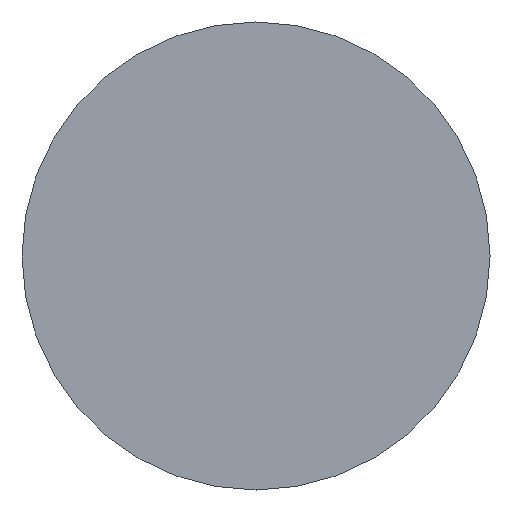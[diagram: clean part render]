
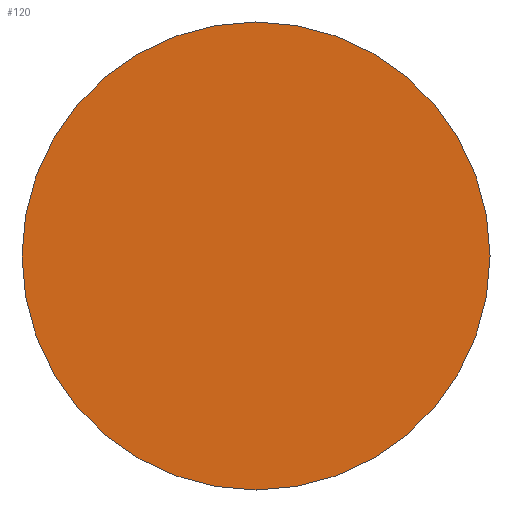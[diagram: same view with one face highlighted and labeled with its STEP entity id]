
A CAD part, front view. The second image highlights one B-rep face of the part: STEP entity #120.
In plain terms, the highlighted planar face has unit normal (0, -1, 0).
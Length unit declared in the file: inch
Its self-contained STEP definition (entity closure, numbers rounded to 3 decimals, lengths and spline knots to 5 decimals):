
#9 = EDGE_LOOP ( 'NONE', ( #91, #253 ) ) ;
#44 = AXIS2_PLACEMENT_3D ( 'NONE', #256, #180, #269 ) ;
#64 = VERTEX_POINT ( 'NONE', #156 ) ;
#91 = ORIENTED_EDGE ( 'NONE', *, *, #173, .T. ) ;
#111 = EDGE_CURVE ( 'NONE', #160, #64, #247, .T. ) ;
#120 = ADVANCED_FACE ( 'NONE', ( #222 ), #176, .T. ) ;
#126 = DIRECTION ( 'NONE',  ( 0., -1., 0. ) ) ;
#156 = CARTESIAN_POINT ( 'NONE',  ( 0., 0., -0.375 ) ) ;
#160 = VERTEX_POINT ( 'NONE', #207 ) ;
#162 = AXIS2_PLACEMENT_3D ( 'NONE', #197, #126, #225 ) ;
#173 = EDGE_CURVE ( 'NONE', #64, #160, #231, .T. ) ;
#176 = PLANE ( 'NONE',  #162 ) ;
#180 = DIRECTION ( 'NONE',  ( 0., -1., 0. ) ) ;
#197 = CARTESIAN_POINT ( 'NONE',  ( 0., 0., 0. ) ) ;
#207 = CARTESIAN_POINT ( 'NONE',  ( 0., 0., 0.375 ) ) ;
#222 = FACE_OUTER_BOUND ( 'NONE', #9, .T. ) ;
#225 = DIRECTION ( 'NONE',  ( 0., 0., -1. ) ) ;
#231 = CIRCLE ( 'NONE', #44, 0.375 ) ;
#246 = DIRECTION ( 'NONE',  ( 0., 0., -1. ) ) ;
#247 = CIRCLE ( 'NONE', #252, 0.375 ) ;
#252 = AXIS2_PLACEMENT_3D ( 'NONE', #288, #291, #246 ) ;
#253 = ORIENTED_EDGE ( 'NONE', *, *, #111, .T. ) ;
#256 = CARTESIAN_POINT ( 'NONE',  ( 0., 0., 0. ) ) ;
#269 = DIRECTION ( 'NONE',  ( 0., 0., -1. ) ) ;
#288 = CARTESIAN_POINT ( 'NONE',  ( 0., 0., 0. ) ) ;
#291 = DIRECTION ( 'NONE',  ( 0., -1., 0. ) ) ;
